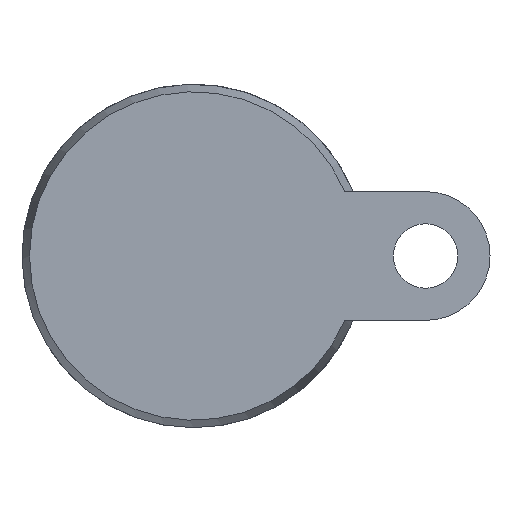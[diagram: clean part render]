
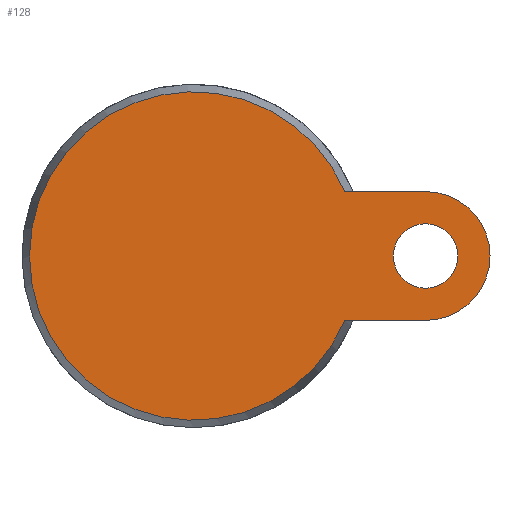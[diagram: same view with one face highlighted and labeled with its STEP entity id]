
A CAD part, front view. The second image highlights one B-rep face of the part: STEP entity #128.
In plain terms, the highlighted planar face has unit normal (0, -1, 0).
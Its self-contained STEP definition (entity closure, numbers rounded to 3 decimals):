
#128 = ADVANCED_FACE( '', ( #287, #288 ), #289, .F. );
#287 = FACE_BOUND( '', #478, .T. );
#288 = FACE_OUTER_BOUND( '', #479, .T. );
#289 = PLANE( '', #480 );
#478 = EDGE_LOOP( '', ( #813 ) );
#479 = EDGE_LOOP( '', ( #814, #815, #816, #817 ) );
#480 = AXIS2_PLACEMENT_3D( '', #818, #819, #820 );
#813 = ORIENTED_EDGE( '', *, *, #1174, .T. );
#814 = ORIENTED_EDGE( '', *, *, #1085, .F. );
#815 = ORIENTED_EDGE( '', *, *, #1106, .T. );
#816 = ORIENTED_EDGE( '', *, *, #1175, .F. );
#817 = ORIENTED_EDGE( '', *, *, #1147, .F. );
#818 = CARTESIAN_POINT( '', ( 38.25, 0., 0. ) );
#819 = DIRECTION( '', ( 0., 1., 0. ) );
#820 = DIRECTION( '', ( 0., 0., 1. ) );
#1085 = EDGE_CURVE( '', #1268, #1270, #1271, .T. );
#1106 = EDGE_CURVE( '', #1268, #1303, #1305, .T. );
#1147 = EDGE_CURVE( '', #1270, #1368, #1369, .T. );
#1174 = EDGE_CURVE( '', #1407, #1407, #1408, .T. );
#1175 = EDGE_CURVE( '', #1368, #1303, #1409, .T. );
#1268 = VERTEX_POINT( '', #1546 );
#1270 = VERTEX_POINT( '', #1551 );
#1271 = LINE( '', #1552, #1553 );
#1303 = VERTEX_POINT( '', #1591 );
#1305 = CIRCLE( '', #1596, 38.25 );
#1368 = VERTEX_POINT( '', #1691 );
#1369 = CIRCLE( '', #1692, 15. );
#1407 = VERTEX_POINT( '', #1793 );
#1408 = CIRCLE( '', #1794, 7.5 );
#1409 = LINE( '', #1795, #1796 );
#1546 = CARTESIAN_POINT( '', ( 35.186, 0., 15. ) );
#1551 = CARTESIAN_POINT( '', ( 54., 0., 15. ) );
#1552 = CARTESIAN_POINT( '', ( 0., 0., 15. ) );
#1553 = VECTOR( '', #1932, 1000. );
#1591 = CARTESIAN_POINT( '', ( 35.186, 0., -15. ) );
#1596 = AXIS2_PLACEMENT_3D( '', #1966, #1967, #1968 );
#1691 = CARTESIAN_POINT( '', ( 54., 0., -15. ) );
#1692 = AXIS2_PLACEMENT_3D( '', #2028, #2029, #2030 );
#1793 = CARTESIAN_POINT( '', ( 61.5, 0., 0. ) );
#1794 = AXIS2_PLACEMENT_3D( '', #2048, #2049, #2050 );
#1795 = CARTESIAN_POINT( '', ( 54., 0., -15. ) );
#1796 = VECTOR( '', #2051, 1000. );
#1932 = DIRECTION( '', ( 1., 0., 0. ) );
#1966 = CARTESIAN_POINT( '', ( 0., 0., 0. ) );
#1967 = DIRECTION( '', ( 0., -1., 0. ) );
#1968 = DIRECTION( '', ( 0., 0., -1. ) );
#2028 = CARTESIAN_POINT( '', ( 54., 0., 0. ) );
#2029 = DIRECTION( '', ( 0., 1., 0. ) );
#2030 = DIRECTION( '', ( 1., 0., 0. ) );
#2048 = CARTESIAN_POINT( '', ( 54., 0., 0. ) );
#2049 = DIRECTION( '', ( 0., 1., 0. ) );
#2050 = DIRECTION( '', ( 1., 0., 0. ) );
#2051 = DIRECTION( '', ( -1., 0., 0. ) );
